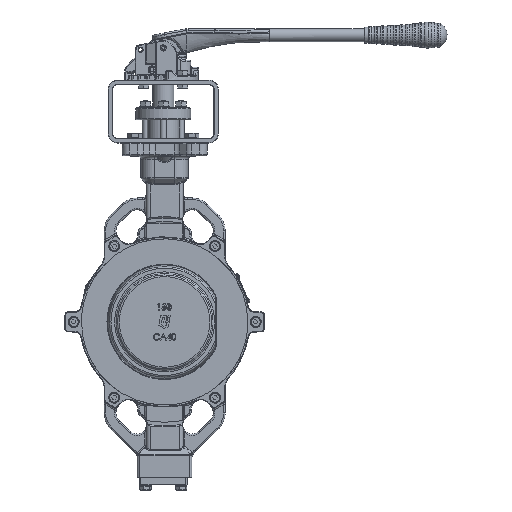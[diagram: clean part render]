
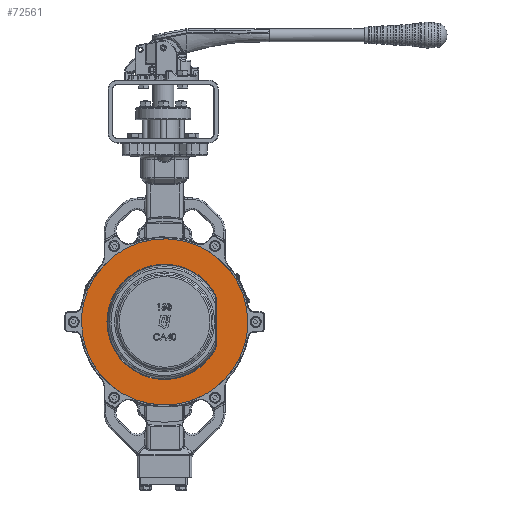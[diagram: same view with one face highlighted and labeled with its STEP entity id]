
A CAD part, front view. The second image highlights one B-rep face of the part: STEP entity #72561.
In plain terms, the highlighted planar face has unit normal (0, -1, 0).
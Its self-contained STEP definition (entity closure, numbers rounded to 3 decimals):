
#72361=CARTESIAN_POINT('',(105.5,-31.9,-0.));
#72362=VERTEX_POINT('',#72361);
#72370=CARTESIAN_POINT('',(-105.5,-31.9,0.));
#72371=VERTEX_POINT('',#72370);
#72378=CARTESIAN_POINT('',(105.5,-31.9,-0.));
#72379=CARTESIAN_POINT('',(105.5,-31.9,5.785));
#72380=CARTESIAN_POINT('',(104.447,-31.9,18.542));
#72381=CARTESIAN_POINT('',(99.27,-31.9,37.708));
#72382=CARTESIAN_POINT('',(89.512,-31.9,57.34));
#72383=CARTESIAN_POINT('',(75.975,-31.9,74.26));
#72384=CARTESIAN_POINT('',(59.27,-31.9,88.097));
#72385=CARTESIAN_POINT('',(40.99,-31.9,97.976));
#72386=CARTESIAN_POINT('',(20.786,-31.9,104.13));
#72387=CARTESIAN_POINT('',(1.114,-31.9,106.077));
#72388=CARTESIAN_POINT('',(-18.508,-31.9,104.448));
#72389=CARTESIAN_POINT('',(-37.725,-31.9,99.268));
#72390=CARTESIAN_POINT('',(-57.331,-31.9,89.516));
#72391=CARTESIAN_POINT('',(-74.265,-31.9,75.969));
#72392=CARTESIAN_POINT('',(-88.095,-31.9,59.282));
#72393=CARTESIAN_POINT('',(-97.978,-31.9,40.967));
#72394=CARTESIAN_POINT('',(-104.129,-31.9,20.832));
#72395=CARTESIAN_POINT('',(-105.5,-31.9,6.88));
#72396=CARTESIAN_POINT('',(-105.5,-31.9,0.));
#72397=B_SPLINE_CURVE_WITH_KNOTS('',3,(#72378,#72379,#72380,#72381,#72382,#72383,#72384,#72385,#72386,#72387,#72388,#72389,#72390,#72391,#72392,#72393,#72394,#72395,#72396),.UNSPECIFIED.,.F.,.F.,(4,1,1,1,1,1,1,1,1,1,1,1,1,1,1,1,4),(0.,9.503,20.652,32.274,45.,55.756,67.452,78.682,90.,99.503,110.652,122.274,135.,145.756,157.452,168.682,180.),.UNSPECIFIED.);
#72398=EDGE_CURVE('',#72362,#72371,#72397,.T.);
#72445=CARTESIAN_POINT('',(-105.5,-31.9,0.));
#72446=CARTESIAN_POINT('',(-105.5,-31.9,-5.785));
#72447=CARTESIAN_POINT('',(-104.447,-31.9,-18.542));
#72448=CARTESIAN_POINT('',(-99.27,-31.9,-37.708));
#72449=CARTESIAN_POINT('',(-89.512,-31.9,-57.34));
#72450=CARTESIAN_POINT('',(-75.975,-31.9,-74.26));
#72451=CARTESIAN_POINT('',(-59.27,-31.9,-88.097));
#72452=CARTESIAN_POINT('',(-40.99,-31.9,-97.976));
#72453=CARTESIAN_POINT('',(-20.786,-31.9,-104.13));
#72454=CARTESIAN_POINT('',(-1.114,-31.9,-106.077));
#72455=CARTESIAN_POINT('',(18.508,-31.9,-104.448));
#72456=CARTESIAN_POINT('',(37.725,-31.9,-99.268));
#72457=CARTESIAN_POINT('',(57.331,-31.9,-89.516));
#72458=CARTESIAN_POINT('',(74.265,-31.9,-75.969));
#72459=CARTESIAN_POINT('',(88.095,-31.9,-59.282));
#72460=CARTESIAN_POINT('',(97.978,-31.9,-40.967));
#72461=CARTESIAN_POINT('',(104.129,-31.9,-20.832));
#72462=CARTESIAN_POINT('',(105.5,-31.9,-6.88));
#72463=CARTESIAN_POINT('',(105.5,-31.9,-0.));
#72464=B_SPLINE_CURVE_WITH_KNOTS('',3,(#72445,#72446,#72447,#72448,#72449,#72450,#72451,#72452,#72453,#72454,#72455,#72456,#72457,#72458,#72459,#72460,#72461,#72462,#72463),.UNSPECIFIED.,.F.,.F.,(4,1,1,1,1,1,1,1,1,1,1,1,1,1,1,1,4),(180.,189.503,200.652,212.274,225.,235.756,247.452,258.682,270.,279.503,290.652,302.274,315.,325.756,337.452,348.682,360.),.UNSPECIFIED.);
#72465=EDGE_CURVE('',#72371,#72362,#72464,.T.);
#72470=CARTESIAN_POINT('',(-3.75,-31.9,0.));
#72471=DIRECTION('',(0.,1.,0.));
#72472=DIRECTION('',(0.,-0.,1.));
#72473=AXIS2_PLACEMENT_3D('',#72470,#72471,#72472);
#72474=PLANE('',#72473);
#72475=CARTESIAN_POINT('',(65.7,-31.9,29.696));
#72476=VERTEX_POINT('',#72475);
#72477=CARTESIAN_POINT('',(65.7,-31.9,29.696));
#72478=CARTESIAN_POINT('',(65.7,-31.9,29.69));
#72479=CARTESIAN_POINT('',(65.7,-31.9,0.55));
#72480=CARTESIAN_POINT('',(65.7,-31.9,-14.023));
#72481=CARTESIAN_POINT('',(65.699,-31.9,-28.597));
#72482=CARTESIAN_POINT('',(65.699,-31.9,-29.204));
#72483=CARTESIAN_POINT('',(65.7,-31.9,-29.811));
#72484=CARTESIAN_POINT('',(65.7,-31.9,-30.045));
#72485=CARTESIAN_POINT('',(65.673,-31.9,-30.418));
#72486=CARTESIAN_POINT('',(65.608,-31.9,-31.322));
#72487=CARTESIAN_POINT('',(65.384,-31.9,-32.232));
#72488=CARTESIAN_POINT('',(65.162,-31.9,-33.132));
#72489=CARTESIAN_POINT('',(64.811,-31.9,-33.947));
#72490=CARTESIAN_POINT('',(64.543,-31.9,-34.57));
#72491=CARTESIAN_POINT('',(63.995,-31.9,-35.536));
#72492=CARTESIAN_POINT('',(62.922,-31.9,-37.428));
#72493=CARTESIAN_POINT('',(62.181,-31.9,-38.619));
#72494=CARTESIAN_POINT('',(61.232,-31.9,-40.144));
#72495=CARTESIAN_POINT('',(60.213,-31.9,-41.617));
#72496=CARTESIAN_POINT('',(56.148,-31.9,-47.491));
#72497=CARTESIAN_POINT('',(51.055,-31.9,-52.455));
#72498=CARTESIAN_POINT('',(45.963,-31.9,-57.418));
#72499=CARTESIAN_POINT('',(39.919,-31.9,-61.349));
#72500=CARTESIAN_POINT('',(33.917,-31.9,-65.251));
#72501=CARTESIAN_POINT('',(27.35,-31.9,-67.899));
#72502=CARTESIAN_POINT('',(20.758,-31.9,-70.556));
#72503=CARTESIAN_POINT('',(13.666,-31.9,-71.907));
#72504=CARTESIAN_POINT('',(6.637,-31.9,-73.245));
#72505=CARTESIAN_POINT('',(-0.472,-31.9,-73.198));
#72506=CARTESIAN_POINT('',(-7.635,-31.9,-73.151));
#72507=CARTESIAN_POINT('',(-14.628,-31.9,-71.724));
#72508=CARTESIAN_POINT('',(-21.636,-31.9,-70.294));
#72509=CARTESIAN_POINT('',(-28.236,-31.9,-67.53));
#72510=CARTESIAN_POINT('',(-41.552,-31.9,-61.954));
#72511=CARTESIAN_POINT('',(-51.76,-31.9,-51.752));
#72512=CARTESIAN_POINT('',(-56.821,-31.9,-46.694));
#72513=CARTESIAN_POINT('',(-60.772,-31.9,-40.8));
#72514=CARTESIAN_POINT('',(-64.777,-31.9,-34.825));
#72515=CARTESIAN_POINT('',(-67.556,-31.9,-28.178));
#72516=CARTESIAN_POINT('',(-70.296,-31.9,-21.623));
#72517=CARTESIAN_POINT('',(-71.722,-31.9,-14.615));
#72518=CARTESIAN_POINT('',(-73.16,-31.9,-7.546));
#72519=CARTESIAN_POINT('',(-73.199,-31.9,-0.423));
#72520=CARTESIAN_POINT('',(-73.237,-31.9,6.675));
#72521=CARTESIAN_POINT('',(-71.902,-31.9,13.703));
#72522=CARTESIAN_POINT('',(-70.559,-31.9,20.77));
#72523=CARTESIAN_POINT('',(-67.886,-31.9,27.374));
#72524=CARTESIAN_POINT('',(-65.207,-31.9,33.993));
#72525=CARTESIAN_POINT('',(-61.31,-31.9,39.985));
#72526=CARTESIAN_POINT('',(-57.44,-31.9,45.935));
#72527=CARTESIAN_POINT('',(-52.434,-31.9,51.07));
#72528=CARTESIAN_POINT('',(-42.372,-31.9,61.391));
#72529=CARTESIAN_POINT('',(-29.155,-31.9,67.138));
#72530=CARTESIAN_POINT('',(-22.572,-31.9,70.001));
#72531=CARTESIAN_POINT('',(-15.592,-31.9,71.52));
#72532=CARTESIAN_POINT('',(-8.643,-31.9,73.033));
#72533=CARTESIAN_POINT('',(-1.511,-31.9,73.184));
#72534=CARTESIAN_POINT('',(5.612,-31.9,73.336));
#72535=CARTESIAN_POINT('',(12.676,-31.9,72.089));
#72536=CARTESIAN_POINT('',(19.736,-31.9,70.842));
#72537=CARTESIAN_POINT('',(26.377,-31.9,68.281));
#72538=CARTESIAN_POINT('',(32.966,-31.9,65.741));
#72539=CARTESIAN_POINT('',(39.045,-31.9,61.908));
#72540=CARTESIAN_POINT('',(45.139,-31.9,58.066));
#72541=CARTESIAN_POINT('',(50.3,-31.9,53.18));
#72542=CARTESIAN_POINT('',(55.447,-31.9,48.307));
#72543=CARTESIAN_POINT('',(59.593,-31.9,42.499));
#72544=CARTESIAN_POINT('',(61.797,-31.9,39.411));
#72545=CARTESIAN_POINT('',(63.458,-31.9,36.486));
#72546=CARTESIAN_POINT('',(63.964,-31.9,35.595));
#72547=CARTESIAN_POINT('',(64.333,-31.9,34.923));
#72548=CARTESIAN_POINT('',(64.779,-31.9,34.11));
#72549=CARTESIAN_POINT('',(65.068,-31.9,33.291));
#72550=CARTESIAN_POINT('',(65.681,-31.9,31.548));
#72551=CARTESIAN_POINT('',(65.7,-31.9,29.696));
#72552=B_SPLINE_CURVE_WITH_KNOTS('',2,(#72477,#72478,#72479,#72480,#72481,#72482,#72483,#72484,#72485,#72486,#72487,#72488,#72489,#72490,#72491,#72492,#72493,#72494,#72495,#72496,#72497,#72498,#72499,#72500,#72501,#72502,
#72503,#72504,#72505,#72506,#72507,#72508,#72509,#72510,#72511,#72512,#72513,#72514,#72515,#72516,#72517,#72518,#72519,#72520,#72521,#72522,#72523,#72524,#72525,#72526,#72527,
#72528,#72529,#72530,#72531,#72532,#72533,#72534,#72535,#72536,#72537,#72538,#72539,#72540,#72541,#72542,#72543,#72544,#72545,#72546,#72547,#72548,#72549,#72550,#72551),.UNSPECIFIED.,.T.,.F.,(3,2,2,2,2,2,2,2,2,2,2,2,2,2,2,2,2,2,2,2,2,2,2,2,2,2,
2,2,2,2,2,2,2,2,2,2,2,3),(0.,0.063,0.125,0.128,0.129,0.133,0.137,0.141,0.148,0.156,0.188,0.219,0.25,0.281,0.313,0.344,0.375,0.438,0.469,0.5,0.531,0.563,0.594,0.625,0.656,0.688,
0.75,0.781,0.813,0.844,0.875,0.906,0.938,0.969,0.984,0.988,0.992,1.),.UNSPECIFIED.);
#72553=EDGE_CURVE('',#72476,#72476,#72552,.T.);
#72554=ORIENTED_EDGE('',*,*,#72553,.T.);
#72555=EDGE_LOOP('',(#72554));
#72556=FACE_BOUND('',#72555,.T.);
#72557=ORIENTED_EDGE('',*,*,#72398,.T.);
#72558=ORIENTED_EDGE('',*,*,#72465,.T.);
#72559=EDGE_LOOP('',(#72557,#72558));
#72560=FACE_BOUND('',#72559,.T.);
#72561=ADVANCED_FACE('',(#72556,#72560),#72474,.F.);
